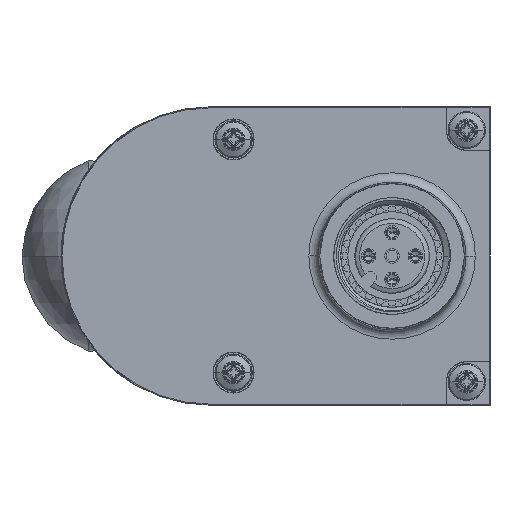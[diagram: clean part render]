
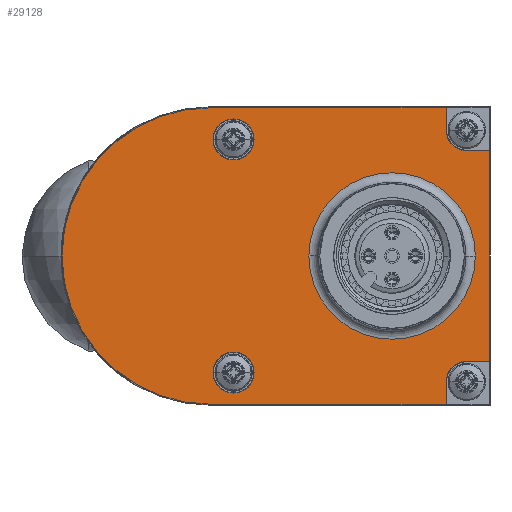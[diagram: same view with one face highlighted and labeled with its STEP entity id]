
A CAD part, left-side view. The second image highlights one B-rep face of the part: STEP entity #29128.
In plain terms, the highlighted face is planar.
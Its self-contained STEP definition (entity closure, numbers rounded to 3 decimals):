
#25858=CARTESIAN_POINT('',(12.5,-2.5,0.));
#25859=DIRECTION('',(0.,0.,1.));
#25860=DIRECTION('',(1.,0.,0.));
#25861=AXIS2_PLACEMENT_3D('',#25858,#25859,#25860);
#25863=CARTESIAN_POINT('',(12.5,-2.5,0.));
#25864=DIRECTION('',(0.,0.,1.));
#25865=DIRECTION('',(-1.,0.,0.));
#25866=AXIS2_PLACEMENT_3D('',#25863,#25864,#25865);
#25868=CARTESIAN_POINT('',(-12.5,-2.5,0.));
#25869=DIRECTION('',(0.,0.,1.));
#25870=DIRECTION('',(1.,0.,0.));
#25871=AXIS2_PLACEMENT_3D('',#25868,#25869,#25870);
#25873=CARTESIAN_POINT('',(-12.5,-2.5,0.));
#25874=DIRECTION('',(0.,0.,1.));
#25875=DIRECTION('',(-1.,0.,0.));
#25876=AXIS2_PLACEMENT_3D('',#25873,#25874,#25875);
#25878=CARTESIAN_POINT('',(0.,0.,0.));
#25879=DIRECTION('',(0.,0.,1.));
#25880=DIRECTION('',(1.,0.,0.));
#25881=AXIS2_PLACEMENT_3D('',#25878,#25879,#25880);
#25883=DIRECTION('',(0.,1.,0.));
#25884=VECTOR('',#25883,25.3);
#25885=CARTESIAN_POINT('',(15.895,-25.3,0.));
#25886=LINE('',#25885,#25884);
#25887=DIRECTION('',(-1.,0.,0.));
#25888=VECTOR('',#25887,2.395);
#25889=CARTESIAN_POINT('',(15.895,-25.3,0.));
#25890=LINE('',#25889,#25888);
#25891=CARTESIAN_POINT('',(13.5,-27.5,0.));
#25892=DIRECTION('',(0.,0.,1.));
#25893=DIRECTION('',(0.,1.,0.));
#25894=AXIS2_PLACEMENT_3D('',#25891,#25892,#25893);
#25896=DIRECTION('',(0.,1.,0.));
#25897=VECTOR('',#25896,2.395);
#25898=CARTESIAN_POINT('',(11.3,-29.895,0.));
#25899=LINE('',#25898,#25897);
#25900=DIRECTION('',(1.,0.,0.));
#25901=VECTOR('',#25900,22.6);
#25902=CARTESIAN_POINT('',(-11.3,-29.895,0.));
#25903=LINE('',#25902,#25901);
#25904=DIRECTION('',(0.,1.,0.));
#25905=VECTOR('',#25904,2.395);
#25906=CARTESIAN_POINT('',(-11.3,-29.895,0.));
#25907=LINE('',#25906,#25905);
#25908=CARTESIAN_POINT('',(-13.5,-27.5,0.));
#25909=DIRECTION('',(0.,0.,1.));
#25910=DIRECTION('',(1.,0.,0.));
#25911=AXIS2_PLACEMENT_3D('',#25908,#25909,#25910);
#25913=DIRECTION('',(1.,0.,0.));
#25914=VECTOR('',#25913,2.395);
#25915=CARTESIAN_POINT('',(-15.895,-25.3,0.));
#25916=LINE('',#25915,#25914);
#25917=DIRECTION('',(0.,1.,0.));
#25918=VECTOR('',#25917,25.3);
#25919=CARTESIAN_POINT('',(-15.895,-25.3,0.));
#25920=LINE('',#25919,#25918);
#25921=CARTESIAN_POINT('',(0.,-19.5,0.));
#25922=DIRECTION('',(0.,0.,1.));
#25923=DIRECTION('',(0.,1.,0.));
#25924=AXIS2_PLACEMENT_3D('',#25921,#25922,#25923);
#25926=CARTESIAN_POINT('',(0.,-19.5,0.));
#25927=DIRECTION('',(0.,0.,1.));
#25928=DIRECTION('',(0.,-1.,0.));
#25929=AXIS2_PLACEMENT_3D('',#25926,#25927,#25928);
#28717=CARTESIAN_POINT('',(15.895,0.,0.));
#28719=VERTEX_POINT('',#28717);
#28721=CARTESIAN_POINT('',(-15.895,0.,0.));
#28723=VERTEX_POINT('',#28721);
#28732=CARTESIAN_POINT('',(14.7,-2.5,0.));
#28733=CARTESIAN_POINT('',(10.3,-2.5,0.));
#28734=VERTEX_POINT('',#28732);
#28735=VERTEX_POINT('',#28733);
#28736=CARTESIAN_POINT('',(-10.3,-2.5,0.));
#28737=CARTESIAN_POINT('',(-14.7,-2.5,0.));
#28738=VERTEX_POINT('',#28736);
#28739=VERTEX_POINT('',#28737);
#28851=CARTESIAN_POINT('',(0.,-10.575,0.));
#28852=CARTESIAN_POINT('',(0.,-28.425,0.));
#28853=VERTEX_POINT('',#28851);
#28854=VERTEX_POINT('',#28852);
#29027=CARTESIAN_POINT('',(13.5,-25.3,0.));
#29028=CARTESIAN_POINT('',(11.3,-27.5,0.));
#29029=VERTEX_POINT('',#29027);
#29030=VERTEX_POINT('',#29028);
#29031=CARTESIAN_POINT('',(-11.3,-27.5,0.));
#29032=CARTESIAN_POINT('',(-13.5,-25.3,0.));
#29033=VERTEX_POINT('',#29031);
#29034=VERTEX_POINT('',#29032);
#29035=CARTESIAN_POINT('',(15.895,-25.3,0.));
#29036=VERTEX_POINT('',#29035);
#29037=CARTESIAN_POINT('',(11.3,-29.895,0.));
#29038=VERTEX_POINT('',#29037);
#29039=CARTESIAN_POINT('',(-11.3,-29.895,0.));
#29040=VERTEX_POINT('',#29039);
#29041=CARTESIAN_POINT('',(-15.895,-25.3,0.));
#29042=VERTEX_POINT('',#29041);
#29083=CARTESIAN_POINT('',(0.,0.,0.));
#29084=DIRECTION('',(0.,0.,1.));
#29085=DIRECTION('',(1.,0.,0.));
#29086=AXIS2_PLACEMENT_3D('',#29083,#29084,#29085);
#29087=PLANE('',#29086);
#29089=ORIENTED_EDGE('',*,*,#29088,.F.);
#29091=ORIENTED_EDGE('',*,*,#29090,.F.);
#29093=ORIENTED_EDGE('',*,*,#29092,.T.);
#29095=ORIENTED_EDGE('',*,*,#29094,.T.);
#29097=ORIENTED_EDGE('',*,*,#29096,.F.);
#29099=ORIENTED_EDGE('',*,*,#29098,.F.);
#29101=ORIENTED_EDGE('',*,*,#29100,.T.);
#29103=ORIENTED_EDGE('',*,*,#29102,.T.);
#29105=ORIENTED_EDGE('',*,*,#29104,.F.);
#29107=ORIENTED_EDGE('',*,*,#29106,.T.);
#29108=EDGE_LOOP('',(#29089,#29091,#29093,#29095,#29097,#29099,#29101,#29103,
#29105,#29107));
#29109=FACE_OUTER_BOUND('',#29108,.F.);
#29111=ORIENTED_EDGE('',*,*,#29110,.T.);
#29113=ORIENTED_EDGE('',*,*,#29112,.T.);
#29114=EDGE_LOOP('',(#29111,#29113));
#29115=FACE_BOUND('',#29114,.F.);
#29117=ORIENTED_EDGE('',*,*,#29116,.T.);
#29119=ORIENTED_EDGE('',*,*,#29118,.T.);
#29120=EDGE_LOOP('',(#29117,#29119));
#29121=FACE_BOUND('',#29120,.F.);
#29123=ORIENTED_EDGE('',*,*,#29122,.T.);
#29125=ORIENTED_EDGE('',*,*,#29124,.T.);
#29126=EDGE_LOOP('',(#29123,#29125));
#29127=FACE_BOUND('',#29126,.F.);
#29128=ADVANCED_FACE('',(#29109,#29115,#29121,#29127),#29087,.T.);
#25862=CIRCLE('',#25861,2.2);
#25867=CIRCLE('',#25866,2.2);
#25872=CIRCLE('',#25871,2.2);
#25877=CIRCLE('',#25876,2.2);
#25882=CIRCLE('',#25881,15.895);
#25895=CIRCLE('',#25894,2.2);
#25912=CIRCLE('',#25911,2.2);
#25925=CIRCLE('',#25924,8.925);
#25930=CIRCLE('',#25929,8.925);
#29088=EDGE_CURVE('',#28719,#28723,#25882,.T.);
#29090=EDGE_CURVE('',#29036,#28719,#25886,.T.);
#29092=EDGE_CURVE('',#29036,#29029,#25890,.T.);
#29094=EDGE_CURVE('',#29029,#29030,#25895,.T.);
#29096=EDGE_CURVE('',#29038,#29030,#25899,.T.);
#29098=EDGE_CURVE('',#29040,#29038,#25903,.T.);
#29100=EDGE_CURVE('',#29040,#29033,#25907,.T.);
#29102=EDGE_CURVE('',#29033,#29034,#25912,.T.);
#29104=EDGE_CURVE('',#29042,#29034,#25916,.T.);
#29106=EDGE_CURVE('',#29042,#28723,#25920,.T.);
#29110=EDGE_CURVE('',#28738,#28739,#25872,.T.);
#29112=EDGE_CURVE('',#28739,#28738,#25877,.T.);
#29116=EDGE_CURVE('',#28734,#28735,#25862,.T.);
#29118=EDGE_CURVE('',#28735,#28734,#25867,.T.);
#29122=EDGE_CURVE('',#28853,#28854,#25925,.T.);
#29124=EDGE_CURVE('',#28854,#28853,#25930,.T.);
